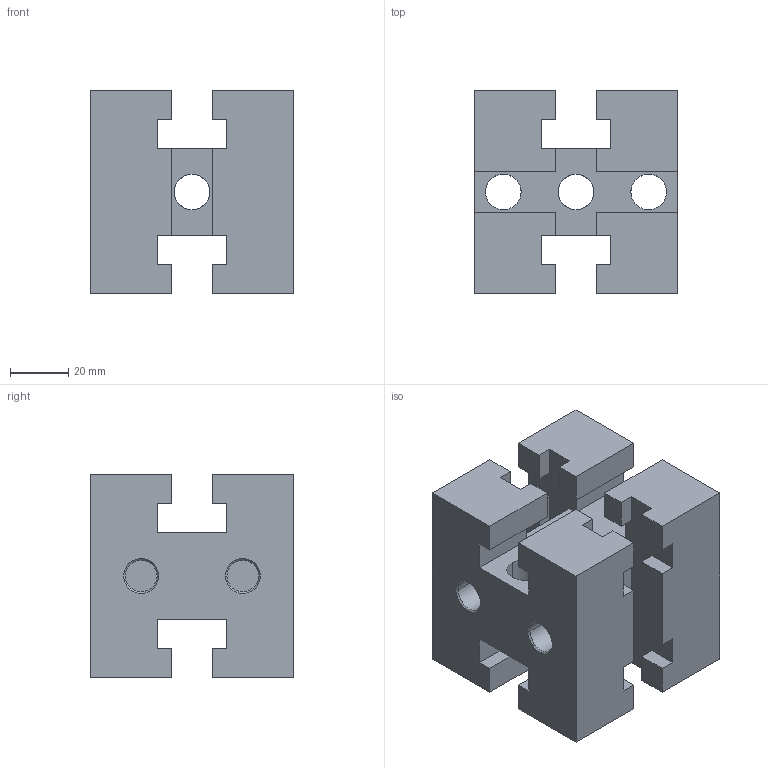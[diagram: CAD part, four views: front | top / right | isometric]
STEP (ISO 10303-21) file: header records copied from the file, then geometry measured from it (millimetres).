
FILE_DESCRIPTION(('STEP AP214'),'1');
FILE_NAME('halderv_eh_1210_100.stp','2014-10-14T05:11:03',('TraceParts'),('TraceParts S.A.'),'XStep 1.0',' ',' ');
FILE_SCHEMA(('automotive_design'));
Length unit declared in the file: millimetre
Products named in the file (1): 1
Bounding box: 70 x 70 x 70 mm (x, y, z)
Volume: 209690.9 mm3; surface area: 44694.4 mm2
Topology: 1 solids, 1 shells, 124 faces, 356 edges, 234 vertices
Faces by surface type: plane 104, cylinder 16, cone 4
Entity records: 7982 total; most frequent: STYLED_ITEM 715, PRESENTATION_STYLE_ASSIGNMENT 715, CARTESIAN_POINT 715, COLOUR_RGB 715, ORIENTED_EDGE 712, DIRECTION 642, EDGE_CURVE 356, CURVE_STYLE 356
